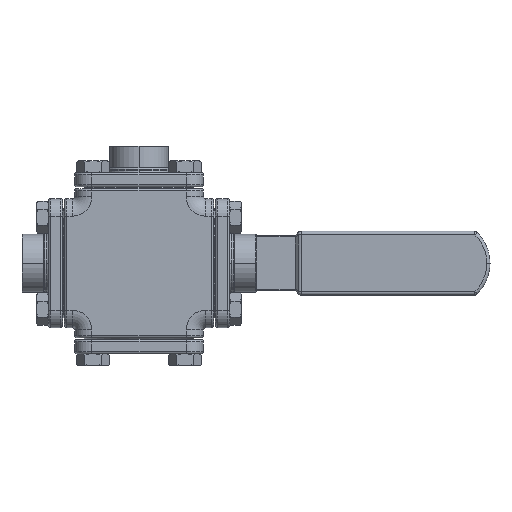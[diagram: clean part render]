
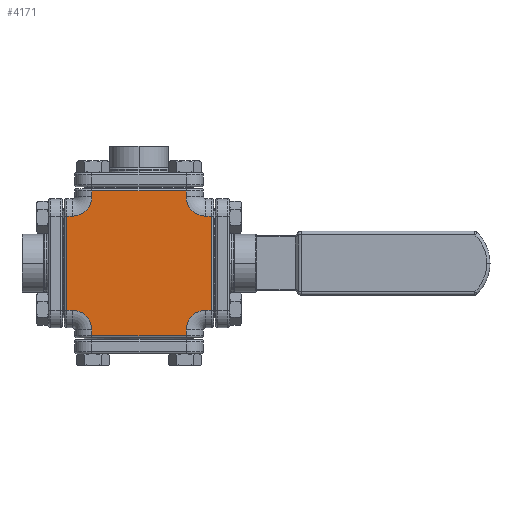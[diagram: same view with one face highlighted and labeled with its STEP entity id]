
A CAD part, front view. The second image highlights one B-rep face of the part: STEP entity #4171.
In plain terms, the highlighted planar face has unit normal (0, -1, 0).
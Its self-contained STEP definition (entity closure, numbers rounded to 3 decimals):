
#4171 = ADVANCED_FACE ( 'NONE', ( #22971 ), #30843, .F. ) ;
#8919 = ORIENTED_EDGE ( 'NONE', *, *, #13381, .T. ) ;
#8921 = ORIENTED_EDGE ( 'NONE', *, *, #13380, .T. ) ;
#8924 = ORIENTED_EDGE ( 'NONE', *, *, #13379, .T. ) ;
#8925 = ORIENTED_EDGE ( 'NONE', *, *, #13378, .T. ) ;
#8926 = ORIENTED_EDGE ( 'NONE', *, *, #13377, .T. ) ;
#8928 = ORIENTED_EDGE ( 'NONE', *, *, #13376, .T. ) ;
#8930 = ORIENTED_EDGE ( 'NONE', *, *, #13375, .T. ) ;
#8932 = ORIENTED_EDGE ( 'NONE', *, *, #13374, .T. ) ;
#8935 = ORIENTED_EDGE ( 'NONE', *, *, #13373, .T. ) ;
#8937 = ORIENTED_EDGE ( 'NONE', *, *, #13372, .T. ) ;
#8938 = ORIENTED_EDGE ( 'NONE', *, *, #13371, .T. ) ;
#8939 = ORIENTED_EDGE ( 'NONE', *, *, #13370, .T. ) ;
#8941 = ORIENTED_EDGE ( 'NONE', *, *, #13369, .T. ) ;
#8943 = ORIENTED_EDGE ( 'NONE', *, *, #13368, .T. ) ;
#8946 = ORIENTED_EDGE ( 'NONE', *, *, #13367, .T. ) ;
#8948 = ORIENTED_EDGE ( 'NONE', *, *, #13366, .T. ) ;
#12071 = AXIS2_PLACEMENT_3D ( 'NONE', #19930, #19931, #19932 ) ;
#12072 = AXIS2_PLACEMENT_3D ( 'NONE', #19939, #19940, #19941 ) ;
#12073 = AXIS2_PLACEMENT_3D ( 'NONE', #19946, #19947, #19948 ) ;
#12074 = AXIS2_PLACEMENT_3D ( 'NONE', #19953, #19954, #19955 ) ;
#13366 = EDGE_CURVE ( 'NONE', #24820, #24819, #15361, .T. ) ;
#13367 = EDGE_CURVE ( 'NONE', #24819, #24837, #15334, .T. ) ;
#13368 = EDGE_CURVE ( 'NONE', #24837, #24838, #15364, .T. ) ;
#13369 = EDGE_CURVE ( 'NONE', #24838, #24839, #15366, .T. ) ;
#13370 = EDGE_CURVE ( 'NONE', #24839, #24840, #15368, .T. ) ;
#13371 = EDGE_CURVE ( 'NONE', #24840, #24841, #15369, .T. ) ;
#13372 = EDGE_CURVE ( 'NONE', #24841, #24842, #15371, .T. ) ;
#13373 = EDGE_CURVE ( 'NONE', #24842, #24843, #15373, .T. ) ;
#13374 = EDGE_CURVE ( 'NONE', #24843, #24844, #15375, .T. ) ;
#13375 = EDGE_CURVE ( 'NONE', #24844, #24845, #15376, .T. ) ;
#13376 = EDGE_CURVE ( 'NONE', #24845, #24846, #15378, .T. ) ;
#13377 = EDGE_CURVE ( 'NONE', #24846, #24847, #15380, .T. ) ;
#13378 = EDGE_CURVE ( 'NONE', #24847, #24848, #15382, .T. ) ;
#13379 = EDGE_CURVE ( 'NONE', #24848, #24849, #15383, .T. ) ;
#13380 = EDGE_CURVE ( 'NONE', #24849, #24850, #15385, .T. ) ;
#13381 = EDGE_CURVE ( 'NONE', #24850, #24820, #15387, .T. ) ;
#15334 = LINE ( 'NONE', #19920, #15365 ) ;
#15361 = LINE ( 'NONE', #19914, #15363 ) ;
#15363 = VECTOR ( 'NONE', #19915, 1000. ) ;
#15364 = LINE ( 'NONE', #19926, #15367 ) ;
#15365 = VECTOR ( 'NONE', #19925, 1000. ) ;
#15366 = CIRCLE ( 'NONE', #12071, 9. ) ;
#15367 = VECTOR ( 'NONE', #19927, 1000. ) ;
#15368 = LINE ( 'NONE', #19924, #15370 ) ;
#15369 = LINE ( 'NONE', #19933, #15372 ) ;
#15370 = VECTOR ( 'NONE', #19919, 1000. ) ;
#15371 = LINE ( 'NONE', #19935, #15374 ) ;
#15372 = VECTOR ( 'NONE', #19934, 1000. ) ;
#15373 = CIRCLE ( 'NONE', #12072, 9. ) ;
#15374 = VECTOR ( 'NONE', #19936, 1000. ) ;
#15375 = LINE ( 'NONE', #19928, #15377 ) ;
#15376 = LINE ( 'NONE', #19942, #15379 ) ;
#15377 = VECTOR ( 'NONE', #19929, 1000. ) ;
#15378 = LINE ( 'NONE', #19944, #15381 ) ;
#15379 = VECTOR ( 'NONE', #19943, 1000. ) ;
#15380 = CIRCLE ( 'NONE', #12073, 9. ) ;
#15381 = VECTOR ( 'NONE', #19945, 1000. ) ;
#15382 = LINE ( 'NONE', #19937, #15384 ) ;
#15383 = LINE ( 'NONE', #19949, #15386 ) ;
#15384 = VECTOR ( 'NONE', #19938, 1000. ) ;
#15385 = LINE ( 'NONE', #19951, #15388 ) ;
#15386 = VECTOR ( 'NONE', #19950, 1000. ) ;
#15387 = CIRCLE ( 'NONE', #12074, 9. ) ;
#15388 = VECTOR ( 'NONE', #19952, 1000. ) ;
#17199 = EDGE_LOOP ( 'NONE', ( #8948, #8946, #8943, #8941, #8939, #8938, #8937, #8935, #8932, #8930, #8928, #8926, #8925, #8924, #8921, #8919 ) ) ;
#18258 = CARTESIAN_POINT ( 'NONE',  ( -33.4, -29.75, 21.75 ) ) ;
#18259 = CARTESIAN_POINT ( 'NONE',  ( -30.75, -29.75, 21.75 ) ) ;
#18276 = CARTESIAN_POINT ( 'NONE',  ( -33.4, -29.75, -21.75 ) ) ;
#18277 = CARTESIAN_POINT ( 'NONE',  ( -30.75, -29.75, -21.75 ) ) ;
#18278 = CARTESIAN_POINT ( 'NONE',  ( -21.75, -29.75, -30.75 ) ) ;
#18279 = CARTESIAN_POINT ( 'NONE',  ( -21.75, -29.75, -33.4 ) ) ;
#18280 = CARTESIAN_POINT ( 'NONE',  ( 21.75, -29.75, -33.4 ) ) ;
#18281 = CARTESIAN_POINT ( 'NONE',  ( 21.75, -29.75, -30.75 ) ) ;
#18282 = CARTESIAN_POINT ( 'NONE',  ( 30.75, -29.75, -21.75 ) ) ;
#18283 = CARTESIAN_POINT ( 'NONE',  ( 33.4, -29.75, -21.75 ) ) ;
#18284 = CARTESIAN_POINT ( 'NONE',  ( 33.4, -29.75, 21.75 ) ) ;
#18285 = CARTESIAN_POINT ( 'NONE',  ( 30.75, -29.75, 21.75 ) ) ;
#18286 = CARTESIAN_POINT ( 'NONE',  ( 21.75, -29.75, 30.75 ) ) ;
#18287 = CARTESIAN_POINT ( 'NONE',  ( 21.75, -29.75, 33.4 ) ) ;
#18288 = CARTESIAN_POINT ( 'NONE',  ( -21.75, -29.75, 33.4 ) ) ;
#18289 = CARTESIAN_POINT ( 'NONE',  ( -21.75, -29.75, 30.75 ) ) ;
#19914 = CARTESIAN_POINT ( 'NONE',  ( -34.4, -29.75, 21.75 ) ) ;
#19915 = DIRECTION ( 'NONE',  ( -1., 0., 0. ) ) ;
#19919 = DIRECTION ( 'NONE',  ( 0., 0., -1. ) ) ;
#19920 = CARTESIAN_POINT ( 'NONE',  ( -33.4, -29.75, -21.75 ) ) ;
#19924 = CARTESIAN_POINT ( 'NONE',  ( -21.75, -29.75, -34.4 ) ) ;
#19925 = DIRECTION ( 'NONE',  ( 0., 0., -1. ) ) ;
#19926 = CARTESIAN_POINT ( 'NONE',  ( -75.821, -29.75, -21.75 ) ) ;
#19927 = DIRECTION ( 'NONE',  ( 1., 0., 0. ) ) ;
#19928 = CARTESIAN_POINT ( 'NONE',  ( -75.821, -29.75, -21.75 ) ) ;
#19929 = DIRECTION ( 'NONE',  ( 1., 0., 0. ) ) ;
#19930 = CARTESIAN_POINT ( 'NONE',  ( -30.75, -29.75, -30.75 ) ) ;
#19931 = DIRECTION ( 'NONE',  ( 0., 1., 0. ) ) ;
#19932 = DIRECTION ( 'NONE',  ( 0., 0., 1. ) ) ;
#19933 = CARTESIAN_POINT ( 'NONE',  ( -75.821, -29.75, -33.4 ) ) ;
#19934 = DIRECTION ( 'NONE',  ( 1., 0., 0. ) ) ;
#19935 = CARTESIAN_POINT ( 'NONE',  ( 21.75, -29.75, 0. ) ) ;
#19936 = DIRECTION ( 'NONE',  ( 0., 0., 1. ) ) ;
#19937 = CARTESIAN_POINT ( 'NONE',  ( 21.75, -29.75, 0. ) ) ;
#19938 = DIRECTION ( 'NONE',  ( 0., 0., 1. ) ) ;
#19939 = CARTESIAN_POINT ( 'NONE',  ( 30.75, -29.75, -30.75 ) ) ;
#19940 = DIRECTION ( 'NONE',  ( 0., 1., 0. ) ) ;
#19941 = DIRECTION ( 'NONE',  ( 0., 0., 1. ) ) ;
#19942 = CARTESIAN_POINT ( 'NONE',  ( 33.4, -29.75, 0. ) ) ;
#19943 = DIRECTION ( 'NONE',  ( 0., 0., 1. ) ) ;
#19944 = CARTESIAN_POINT ( 'NONE',  ( 30.75, -29.75, 21.75 ) ) ;
#19945 = DIRECTION ( 'NONE',  ( -1., 0., 0. ) ) ;
#19946 = CARTESIAN_POINT ( 'NONE',  ( 30.75, -29.75, 30.75 ) ) ;
#19947 = DIRECTION ( 'NONE',  ( 0., 1., 0. ) ) ;
#19948 = DIRECTION ( 'NONE',  ( 0., 0., 1. ) ) ;
#19949 = CARTESIAN_POINT ( 'NONE',  ( -21.75, -29.75, 33.4 ) ) ;
#19950 = DIRECTION ( 'NONE',  ( -1., 0., 0. ) ) ;
#19951 = CARTESIAN_POINT ( 'NONE',  ( -21.75, -29.75, 30.75 ) ) ;
#19952 = DIRECTION ( 'NONE',  ( 0., 0., -1. ) ) ;
#19953 = CARTESIAN_POINT ( 'NONE',  ( -30.75, -29.75, 30.75 ) ) ;
#19954 = DIRECTION ( 'NONE',  ( 0., 1., 0. ) ) ;
#19955 = DIRECTION ( 'NONE',  ( 0., 0., 1. ) ) ;
#22971 = FACE_OUTER_BOUND ( 'NONE', #17199, .T. ) ;
#24819 = VERTEX_POINT ( 'NONE', #18258 ) ;
#24820 = VERTEX_POINT ( 'NONE', #18259 ) ;
#24837 = VERTEX_POINT ( 'NONE', #18276 ) ;
#24838 = VERTEX_POINT ( 'NONE', #18277 ) ;
#24839 = VERTEX_POINT ( 'NONE', #18278 ) ;
#24840 = VERTEX_POINT ( 'NONE', #18279 ) ;
#24841 = VERTEX_POINT ( 'NONE', #18280 ) ;
#24842 = VERTEX_POINT ( 'NONE', #18281 ) ;
#24843 = VERTEX_POINT ( 'NONE', #18282 ) ;
#24844 = VERTEX_POINT ( 'NONE', #18283 ) ;
#24845 = VERTEX_POINT ( 'NONE', #18284 ) ;
#24846 = VERTEX_POINT ( 'NONE', #18285 ) ;
#24847 = VERTEX_POINT ( 'NONE', #18286 ) ;
#24848 = VERTEX_POINT ( 'NONE', #18287 ) ;
#24849 = VERTEX_POINT ( 'NONE', #18288 ) ;
#24850 = VERTEX_POINT ( 'NONE', #18289 ) ;
#26152 = AXIS2_PLACEMENT_3D ( 'NONE', #30845, #30841, #30840 ) ;
#30840 = DIRECTION ( 'NONE',  ( 0., 0., 1. ) ) ;
#30841 = DIRECTION ( 'NONE',  ( 0., 1., 0. ) ) ;
#30843 = PLANE ( 'NONE',  #26152 ) ;
#30845 = CARTESIAN_POINT ( 'NONE',  ( -75.821, -29.75, 0. ) ) ;
